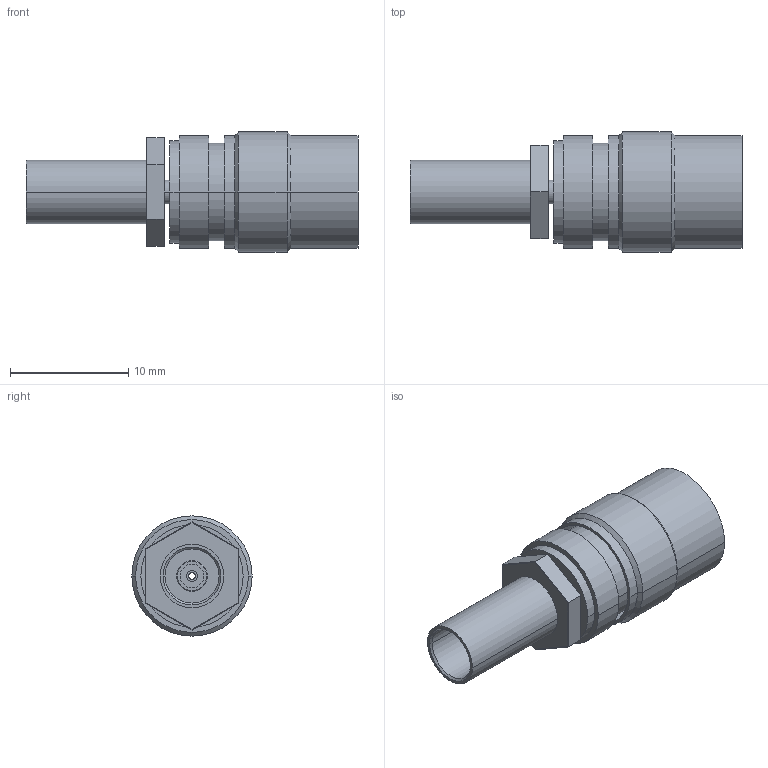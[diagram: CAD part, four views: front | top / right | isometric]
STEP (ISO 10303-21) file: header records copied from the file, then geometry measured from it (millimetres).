
FILE_DESCRIPTION((''),'2;1');
FILE_NAME('903-152P-71S_SW0002','2012-12-04T',('Clement Lazar'),(''),'PRO/ENGINEER BY PARAMETRIC TECHNOLOGY CORPORATION, 2010100','PRO/ENGINEER BY PARAMETRIC TECHNOLOGY CORPORATION, 2010100','');
FILE_SCHEMA(('CONFIG_CONTROL_DESIGN'));
Length unit declared in the file: millimetre
Products named in the file (1): 903-152P-71S_SW0002
Bounding box: 28.04 x 10.16 x 10.16 mm (x, y, z)
Surface area: 1435.7 mm2 (no closed solid volume)
Topology: 0 solids, 14 shells, 91 faces, 274 edges, 204 vertices
Faces by surface type: plane 43, cylinder 38, cone 10
Entity records: 3190 total; most frequent: CARTESIAN_POINT 661, DIRECTION 556, ORIENTED_EDGE 422, EDGE_CURVE 274, VERTEX_POINT 204, AXIS2_PLACEMENT_3D 203, VECTOR 150, LINE 150
